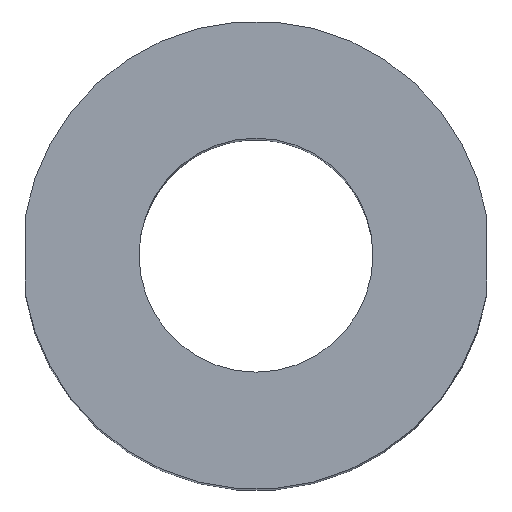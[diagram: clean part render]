
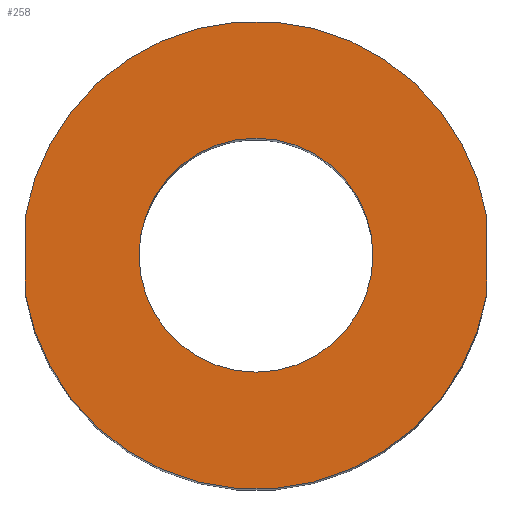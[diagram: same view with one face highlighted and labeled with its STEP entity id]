
A CAD part, top view. The second image highlights one B-rep face of the part: STEP entity #258.
In plain terms, the highlighted planar face has unit normal (0, 0, 1).
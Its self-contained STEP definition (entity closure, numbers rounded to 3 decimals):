
#15=FACE_BOUND('',#56,.T.);
#25=CIRCLE('',#288,1.5);
#27=CIRCLE('',#292,3.);
#28=CIRCLE('',#295,3.);
#41=FACE_OUTER_BOUND('',#55,.T.);
#55=EDGE_LOOP('',(#226,#227,#228,#229));
#56=EDGE_LOOP('',(#230));
#77=LINE('',#430,#102);
#81=LINE('',#439,#106);
#102=VECTOR('',#353,10.);
#106=VECTOR('',#363,10.);
#125=VERTEX_POINT('',#422);
#126=VERTEX_POINT('',#427);
#127=VERTEX_POINT('',#429);
#128=VERTEX_POINT('',#433);
#129=VERTEX_POINT('',#438);
#153=EDGE_CURVE('',#125,#125,#25,.T.);
#157=EDGE_CURVE('',#127,#126,#77,.T.);
#159=EDGE_CURVE('',#128,#127,#27,.T.);
#162=EDGE_CURVE('',#129,#128,#81,.T.);
#164=EDGE_CURVE('',#126,#129,#28,.T.);
#226=ORIENTED_EDGE('',*,*,#164,.T.);
#227=ORIENTED_EDGE('',*,*,#162,.T.);
#228=ORIENTED_EDGE('',*,*,#159,.T.);
#229=ORIENTED_EDGE('',*,*,#157,.T.);
#230=ORIENTED_EDGE('',*,*,#153,.T.);
#244=PLANE('',#296);
#258=ADVANCED_FACE('',(#41,#15),#244,.T.);
#288=AXIS2_PLACEMENT_3D('',#423,#345,#346);
#292=AXIS2_PLACEMENT_3D('',#434,#357,#358);
#295=AXIS2_PLACEMENT_3D('',#442,#367,#368);
#296=AXIS2_PLACEMENT_3D('',#443,#369,#370);
#345=DIRECTION('center_axis',(0.,0.,-1.));
#346=DIRECTION('ref_axis',(1.,0.,0.));
#353=DIRECTION('',(0.,-1.,0.));
#357=DIRECTION('center_axis',(0.,0.,1.));
#358=DIRECTION('ref_axis',(1.,0.,0.));
#363=DIRECTION('',(0.,1.,0.));
#367=DIRECTION('center_axis',(0.,0.,1.));
#368=DIRECTION('ref_axis',(1.,0.,0.));
#369=DIRECTION('center_axis',(0.,0.,1.));
#370=DIRECTION('ref_axis',(1.,0.,0.));
#422=CARTESIAN_POINT('',(-8.365,-104.464,6.));
#423=CARTESIAN_POINT('Origin',(-6.865,-104.464,6.));
#427=CARTESIAN_POINT('',(-9.823,-104.964,6.));
#429=CARTESIAN_POINT('',(-9.823,-103.964,6.));
#430=CARTESIAN_POINT('',(-9.823,-104.964,6.));
#433=CARTESIAN_POINT('',(-3.907,-103.964,6.));
#434=CARTESIAN_POINT('Origin',(-6.865,-104.464,6.));
#438=CARTESIAN_POINT('',(-3.907,-104.964,6.));
#439=CARTESIAN_POINT('',(-3.907,-103.964,6.));
#442=CARTESIAN_POINT('Origin',(-6.865,-104.464,6.));
#443=CARTESIAN_POINT('Origin',(-6.865,-104.464,6.));
